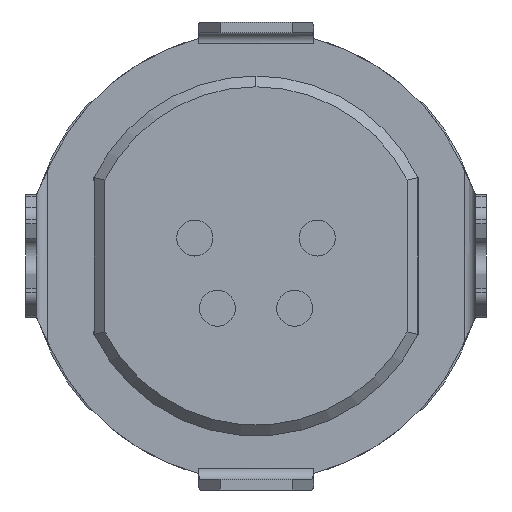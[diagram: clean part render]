
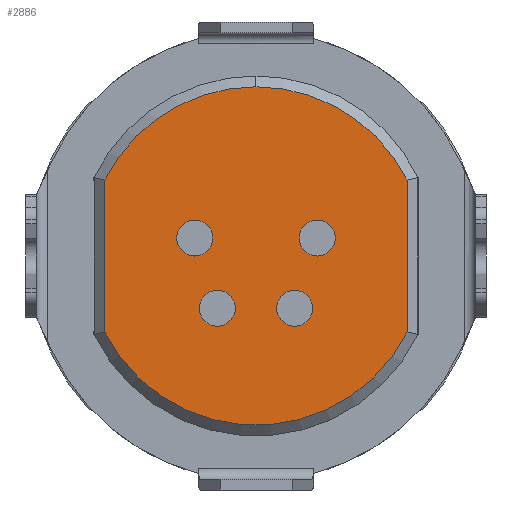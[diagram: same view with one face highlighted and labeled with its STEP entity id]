
A CAD part, front view. The second image highlights one B-rep face of the part: STEP entity #2886.
In plain terms, the highlighted face is planar.
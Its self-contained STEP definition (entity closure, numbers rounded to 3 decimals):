
#188 = CARTESIAN_POINT ( 'NONE',  ( 2.2, -0.5, -16.8 ) ) ;
#281 = ORIENTED_EDGE ( 'NONE', *, *, #9491, .T. ) ;
#477 = CARTESIAN_POINT ( 'NONE',  ( -1.575, 1.45, -16.8 ) ) ;
#483 = CARTESIAN_POINT ( 'NONE',  ( 0., 0., -16.8 ) ) ;
#552 = CIRCLE ( 'NONE', #9806, 0.5 ) ;
#599 = CARTESIAN_POINT ( 'NONE',  ( -1.7, -0.5, -16.8 ) ) ;
#656 = CARTESIAN_POINT ( 'NONE',  ( -1.075, 1.45, -16.8 ) ) ;
#728 = CARTESIAN_POINT ( 'NONE',  ( 0., 0., -16.8 ) ) ;
#982 = ORIENTED_EDGE ( 'NONE', *, *, #1285, .T. ) ;
#1043 = CIRCLE ( 'NONE', #8436, 4.7 ) ;
#1052 = AXIS2_PLACEMENT_3D ( 'NONE', #6871, #11233, #8792 ) ;
#1161 = VERTEX_POINT ( 'NONE', #8323 ) ;
#1175 = DIRECTION ( 'NONE',  ( 0., -1., 0. ) ) ;
#1202 = CARTESIAN_POINT ( 'NONE',  ( 0.575, 1.45, -16.8 ) ) ;
#1242 = ORIENTED_EDGE ( 'NONE', *, *, #1982, .T. ) ;
#1285 = EDGE_CURVE ( 'NONE', #1161, #11033, #11224, .T. ) ;
#1369 = DIRECTION ( 'NONE',  ( -1., 0., 0. ) ) ;
#1483 = AXIS2_PLACEMENT_3D ( 'NONE', #599, #10277, #4985 ) ;
#1564 = DIRECTION ( 'NONE',  ( -1., 0., 0. ) ) ;
#1597 = FACE_BOUND ( 'NONE', #6217, .T. ) ;
#1684 = DIRECTION ( 'NONE',  ( 0., 0., -1. ) ) ;
#1716 = FACE_OUTER_BOUND ( 'NONE', #4266, .T. ) ;
#1982 = EDGE_CURVE ( 'NONE', #11033, #4906, #1043, .T. ) ;
#2436 = VECTOR ( 'NONE', #11004, 1000. ) ;
#2572 = DIRECTION ( 'NONE',  ( 0., 0., -1. ) ) ;
#2704 = FACE_BOUND ( 'NONE', #6818, .T. ) ;
#2798 = CARTESIAN_POINT ( 'NONE',  ( 0., -4.7, -16.8 ) ) ;
#2886 = ADVANCED_FACE ( 'NONE', ( #2704, #4375, #9542, #1597, #1716 ), #7919, .T. ) ;
#2965 = AXIS2_PLACEMENT_3D ( 'NONE', #10465, #2572, #6102 ) ;
#3137 = VECTOR ( 'NONE', #1175, 1000. ) ;
#3184 = CARTESIAN_POINT ( 'NONE',  ( -4.2, 2.11, -16.8 ) ) ;
#3428 = ORIENTED_EDGE ( 'NONE', *, *, #4039, .F. ) ;
#3480 = CARTESIAN_POINT ( 'NONE',  ( 4.2, -2.11, -16.8 ) ) ;
#3488 = EDGE_CURVE ( 'NONE', #10130, #6085, #10005, .T. ) ;
#3542 = CARTESIAN_POINT ( 'NONE',  ( 1.075, 1.45, -16.8 ) ) ;
#3568 = CIRCLE ( 'NONE', #8007, 0.5 ) ;
#3572 = VERTEX_POINT ( 'NONE', #2798 ) ;
#3580 = ORIENTED_EDGE ( 'NONE', *, *, #8637, .F. ) ;
#3891 = CARTESIAN_POINT ( 'NONE',  ( 0., 0., -16.8 ) ) ;
#3896 = DIRECTION ( 'NONE',  ( 0., 0., -1. ) ) ;
#4039 = EDGE_CURVE ( 'NONE', #4060, #9039, #552, .T. ) ;
#4060 = VERTEX_POINT ( 'NONE', #188 ) ;
#4069 = AXIS2_PLACEMENT_3D ( 'NONE', #3542, #8873, #6371 ) ;
#4085 = EDGE_LOOP ( 'NONE', ( #8963, #6129 ) ) ;
#4137 = EDGE_CURVE ( 'NONE', #3572, #1161, #5546, .T. ) ;
#4266 = EDGE_LOOP ( 'NONE', ( #5000, #7125, #982, #1242, #281 ) ) ;
#4375 = FACE_BOUND ( 'NONE', #4085, .T. ) ;
#4498 = VERTEX_POINT ( 'NONE', #5199 ) ;
#4606 = AXIS2_PLACEMENT_3D ( 'NONE', #3891, #4637, #7425 ) ;
#4637 = DIRECTION ( 'NONE',  ( 0., 0., -1. ) ) ;
#4734 = ORIENTED_EDGE ( 'NONE', *, *, #4924, .F. ) ;
#4787 = CIRCLE ( 'NONE', #9073, 0.5 ) ;
#4861 = AXIS2_PLACEMENT_3D ( 'NONE', #6638, #9303, #1369 ) ;
#4903 = CARTESIAN_POINT ( 'NONE',  ( 1.575, 1.45, -16.8 ) ) ;
#4906 = VERTEX_POINT ( 'NONE', #11407 ) ;
#4924 = EDGE_CURVE ( 'NONE', #7054, #7892, #7690, .T. ) ;
#4985 = DIRECTION ( 'NONE',  ( 1., 0., 0. ) ) ;
#5000 = ORIENTED_EDGE ( 'NONE', *, *, #10788, .T. ) ;
#5199 = CARTESIAN_POINT ( 'NONE',  ( -1.2, -0.5, -16.8 ) ) ;
#5205 = DIRECTION ( 'NONE',  ( 0., 0., -1. ) ) ;
#5434 = ORIENTED_EDGE ( 'NONE', *, *, #10460, .F. ) ;
#5509 = DIRECTION ( 'NONE',  ( 0.894, -0.449, 0. ) ) ;
#5546 = CIRCLE ( 'NONE', #10932, 4.7 ) ;
#5903 = CARTESIAN_POINT ( 'NONE',  ( -1.7, -0.5, -16.8 ) ) ;
#6085 = VERTEX_POINT ( 'NONE', #4903 ) ;
#6102 = DIRECTION ( 'NONE',  ( -1., 0., 0. ) ) ;
#6129 = ORIENTED_EDGE ( 'NONE', *, *, #3488, .F. ) ;
#6154 = EDGE_LOOP ( 'NONE', ( #5434, #7318 ) ) ;
#6217 = EDGE_LOOP ( 'NONE', ( #7887, #4734 ) ) ;
#6288 = CIRCLE ( 'NONE', #4069, 0.5 ) ;
#6371 = DIRECTION ( 'NONE',  ( 1., 0., 0. ) ) ;
#6487 = CIRCLE ( 'NONE', #1483, 0.5 ) ;
#6638 = CARTESIAN_POINT ( 'NONE',  ( 1.7, -0.5, -16.8 ) ) ;
#6818 = EDGE_LOOP ( 'NONE', ( #3428, #3580 ) ) ;
#6822 = CIRCLE ( 'NONE', #4606, 4.7 ) ;
#6871 = CARTESIAN_POINT ( 'NONE',  ( -1.075, 1.45, -16.8 ) ) ;
#7054 = VERTEX_POINT ( 'NONE', #477 ) ;
#7125 = ORIENTED_EDGE ( 'NONE', *, *, #4137, .T. ) ;
#7131 = VERTEX_POINT ( 'NONE', #3480 ) ;
#7318 = ORIENTED_EDGE ( 'NONE', *, *, #9508, .F. ) ;
#7425 = DIRECTION ( 'NONE',  ( 0.894, -0.449, 0. ) ) ;
#7690 = CIRCLE ( 'NONE', #1052, 0.5 ) ;
#7711 = DIRECTION ( 'NONE',  ( 1., 0., 0. ) ) ;
#7795 = DIRECTION ( 'NONE',  ( 0., 0., -1. ) ) ;
#7887 = ORIENTED_EDGE ( 'NONE', *, *, #9147, .F. ) ;
#7892 = VERTEX_POINT ( 'NONE', #9989 ) ;
#7919 = PLANE ( 'NONE',  #9325 ) ;
#8007 = AXIS2_PLACEMENT_3D ( 'NONE', #656, #11445, #7711 ) ;
#8076 = CARTESIAN_POINT ( 'NONE',  ( -2.2, -0.5, -16.8 ) ) ;
#8121 = DIRECTION ( 'NONE',  ( 1., 0., 0. ) ) ;
#8323 = CARTESIAN_POINT ( 'NONE',  ( -4.2, -2.11, -16.8 ) ) ;
#8354 = DIRECTION ( 'NONE',  ( -0.894, 0.449, 0. ) ) ;
#8394 = CIRCLE ( 'NONE', #4861, 0.5 ) ;
#8436 = AXIS2_PLACEMENT_3D ( 'NONE', #483, #3896, #8354 ) ;
#8637 = EDGE_CURVE ( 'NONE', #9039, #4060, #8394, .T. ) ;
#8792 = DIRECTION ( 'NONE',  ( -1., 0., 0. ) ) ;
#8873 = DIRECTION ( 'NONE',  ( 0., 0., -1. ) ) ;
#8963 = ORIENTED_EDGE ( 'NONE', *, *, #9862, .F. ) ;
#9039 = VERTEX_POINT ( 'NONE', #9694 ) ;
#9073 = AXIS2_PLACEMENT_3D ( 'NONE', #5903, #5205, #1564 ) ;
#9116 = CARTESIAN_POINT ( 'NONE',  ( 4.2, 2.11, -16.8 ) ) ;
#9147 = EDGE_CURVE ( 'NONE', #7892, #7054, #3568, .T. ) ;
#9253 = VERTEX_POINT ( 'NONE', #8076 ) ;
#9303 = DIRECTION ( 'NONE',  ( 0., 0., -1. ) ) ;
#9304 = CARTESIAN_POINT ( 'NONE',  ( -4.2, -2.11, -16.8 ) ) ;
#9325 = AXIS2_PLACEMENT_3D ( 'NONE', #728, #7795, #11347 ) ;
#9491 = EDGE_CURVE ( 'NONE', #4906, #7131, #11031, .T. ) ;
#9508 = EDGE_CURVE ( 'NONE', #9253, #4498, #4787, .T. ) ;
#9542 = FACE_BOUND ( 'NONE', #6154, .T. ) ;
#9624 = CARTESIAN_POINT ( 'NONE',  ( 1.7, -0.5, -16.8 ) ) ;
#9694 = CARTESIAN_POINT ( 'NONE',  ( 1.2, -0.5, -16.8 ) ) ;
#9806 = AXIS2_PLACEMENT_3D ( 'NONE', #9624, #1684, #8121 ) ;
#9862 = EDGE_CURVE ( 'NONE', #6085, #10130, #6288, .T. ) ;
#9989 = CARTESIAN_POINT ( 'NONE',  ( -0.575, 1.45, -16.8 ) ) ;
#10005 = CIRCLE ( 'NONE', #2965, 0.5 ) ;
#10130 = VERTEX_POINT ( 'NONE', #1202 ) ;
#10277 = DIRECTION ( 'NONE',  ( 0., 0., -1. ) ) ;
#10460 = EDGE_CURVE ( 'NONE', #4498, #9253, #6487, .T. ) ;
#10465 = CARTESIAN_POINT ( 'NONE',  ( 1.075, 1.45, -16.8 ) ) ;
#10740 = DIRECTION ( 'NONE',  ( 0., 0., -1. ) ) ;
#10788 = EDGE_CURVE ( 'NONE', #7131, #3572, #6822, .T. ) ;
#10909 = CARTESIAN_POINT ( 'NONE',  ( 0., 0., -16.8 ) ) ;
#10932 = AXIS2_PLACEMENT_3D ( 'NONE', #10909, #10740, #5509 ) ;
#11004 = DIRECTION ( 'NONE',  ( 0., 1., 0. ) ) ;
#11031 = LINE ( 'NONE', #9116, #3137 ) ;
#11033 = VERTEX_POINT ( 'NONE', #3184 ) ;
#11224 = LINE ( 'NONE', #9304, #2436 ) ;
#11233 = DIRECTION ( 'NONE',  ( 0., 0., -1. ) ) ;
#11347 = DIRECTION ( 'NONE',  ( 0., -1., 0. ) ) ;
#11407 = CARTESIAN_POINT ( 'NONE',  ( 4.2, 2.11, -16.8 ) ) ;
#11445 = DIRECTION ( 'NONE',  ( 0., 0., -1. ) ) ;
